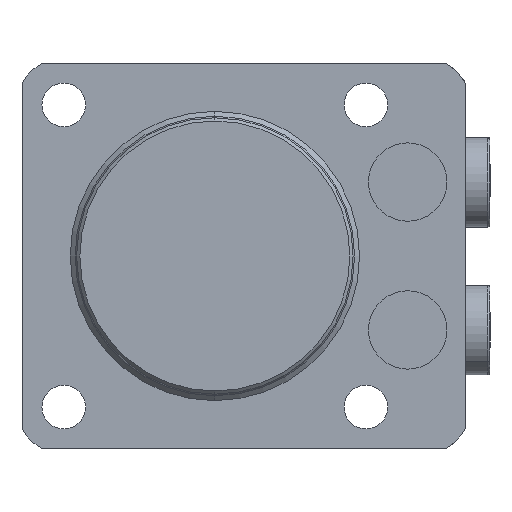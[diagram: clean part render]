
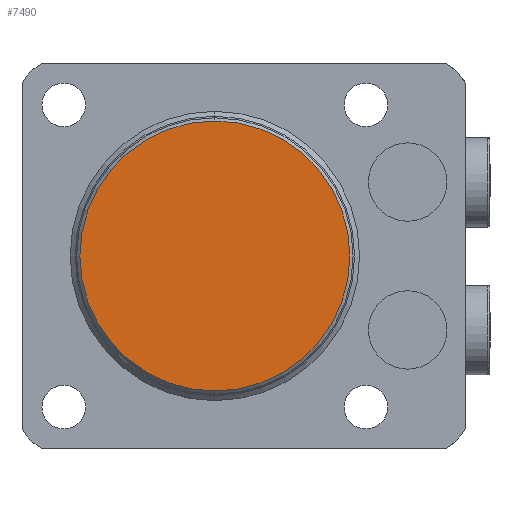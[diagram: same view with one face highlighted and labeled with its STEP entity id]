
A CAD part, front view. The second image highlights one B-rep face of the part: STEP entity #7490.
In plain terms, the highlighted planar face has unit normal (0, -1, 0).
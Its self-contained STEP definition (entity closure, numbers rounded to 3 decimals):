
#3048 = CARTESIAN_POINT ( 'NONE',  ( 0., -73.5, 21. ) ) ;
#3049 = CARTESIAN_POINT ( 'NONE',  ( 0., -73.5, -21. ) ) ;
#3271 = DIRECTION ( 'NONE',  ( 0., 0., -1. ) ) ;
#3272 = DIRECTION ( 'NONE',  ( 0., -1., 0. ) ) ;
#3273 = CARTESIAN_POINT ( 'NONE',  ( 0., -73.5, 0. ) ) ;
#3274 = AXIS2_PLACEMENT_3D ( 'NONE', #3273, #3272, #3271 ) ;
#3275 = CIRCLE ( 'NONE', #3274, 21. ) ;
#4872 = DIRECTION ( 'NONE',  ( 0., 0., -1. ) ) ;
#4873 = DIRECTION ( 'NONE',  ( 0., -1., 0. ) ) ;
#4874 = CARTESIAN_POINT ( 'NONE',  ( 0., -73.5, 0. ) ) ;
#4875 = AXIS2_PLACEMENT_3D ( 'NONE', #4874, #4873, #4872 ) ;
#4876 = CIRCLE ( 'NONE', #4875, 21. ) ;
#4877 = DIRECTION ( 'NONE',  ( 0., 0., -1. ) ) ;
#4878 = DIRECTION ( 'NONE',  ( 0., -1., 0. ) ) ;
#4879 = CARTESIAN_POINT ( 'NONE',  ( 30., -73.5, 30. ) ) ;
#4880 = AXIS2_PLACEMENT_3D ( 'NONE', #4879, #4878, #4877 ) ;
#4881 = PLANE ( 'NONE',  #4880 ) ;
#4882 = FACE_OUTER_BOUND ( 'NONE', #7514, .T. ) ;
#6615 = VERTEX_POINT ( 'NONE', #3049 ) ;
#6616 = VERTEX_POINT ( 'NONE', #3048 ) ;
#6698 = EDGE_CURVE ( 'NONE', #6615, #6616, #3275, .T. ) ;
#7490 = ADVANCED_FACE ( 'NONE', ( #4882 ), #4881, .T. ) ;
#7491 = ORIENTED_EDGE ( 'NONE', *, *, #7492, .T. ) ;
#7492 = EDGE_CURVE ( 'NONE', #6616, #6615, #4876, .T. ) ;
#7493 = ORIENTED_EDGE ( 'NONE', *, *, #6698, .T. ) ;
#7514 = EDGE_LOOP ( 'NONE', ( #7491, #7493 ) ) ;
